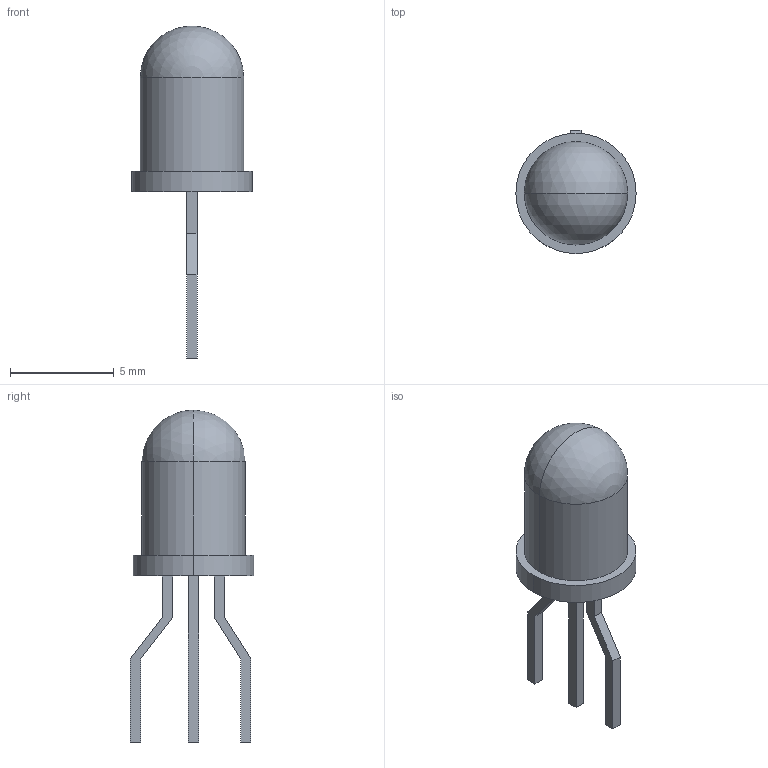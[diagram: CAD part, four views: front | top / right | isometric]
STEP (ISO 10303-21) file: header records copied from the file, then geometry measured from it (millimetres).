
FILE_DESCRIPTION (( 'STEP AP214' ), '1' );
FILE_NAME ('LEDEFAU05261459391044.step', '2006-05-26T18:59:40', ( 'sysAdmin' ), ( 'SolidWorks' ), 'SwSTEP 2.0', 'SolidWorks 2006116', '' );
FILE_SCHEMA (( 'AUTOMOTIVE_DESIGN' ));
Length unit declared in the file: millimetre
Products named in the file (1): LEDEFAU05261459391044
Bounding box: 5.8 x 5.94 x 16 mm (x, y, z)
Volume: 152.6 mm3; surface area: 249.5 mm2
Topology: 3 solids, 3 shells, 33 faces, 78 edges, 51 vertices
Faces by surface type: plane 27, cylinder 4, sphere 2
Entity records: 1039 total; most frequent: CARTESIAN_POINT 157, DIRECTION 152, ORIENTED_EDGE 148, EDGE_CURVE 74, VECTOR 64, LINE 64, VERTEX_POINT 49, AXIS2_PLACEMENT_3D 44
